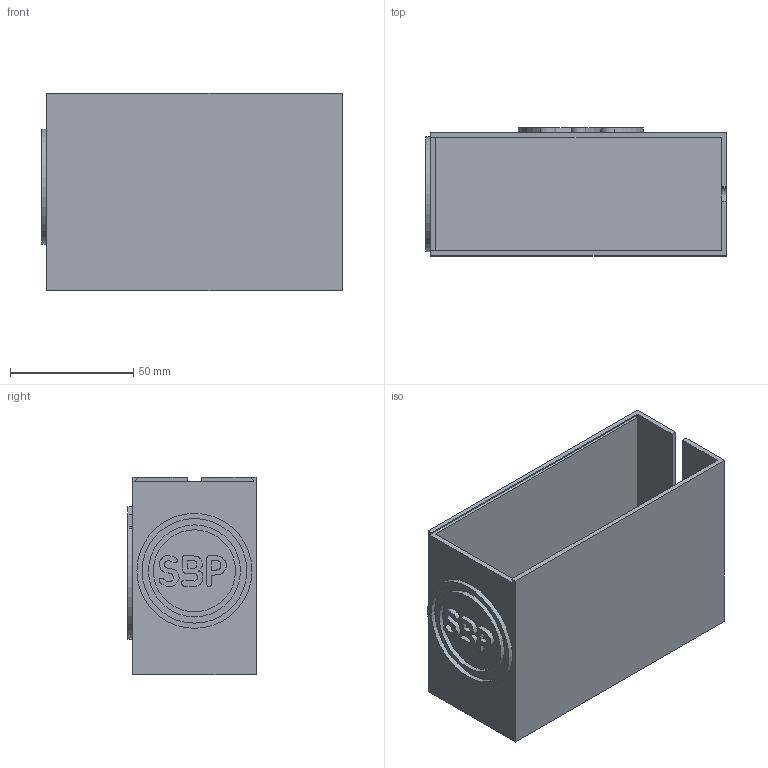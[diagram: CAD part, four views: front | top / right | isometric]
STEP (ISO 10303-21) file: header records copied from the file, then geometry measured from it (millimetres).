
FILE_DESCRIPTION(/* description */ (''),/* implementation_level */ '2;1');
FILE_NAME(/* name */ 'BOX v7.step',/* time_stamp */ '2024-11-20T12:15:29+03:00',/* author */ (''),/* organization */ (''),/* preprocessor_version */ 'ST-DEVELOPER v20',/* originating_system */ 'Autodesk Translation Framework v13.20.0.188',/* authorisation */ '');
FILE_SCHEMA (('AUTOMOTIVE_DESIGN { 1 0 10303 214 3 1 1 }'));
Length unit declared in the file: millimetre
Products named in the file (1): BOX
Bounding box: 122 x 52 x 80 mm (x, y, z)
Volume: 66355.8 mm3; surface area: 66246.1 mm2
Topology: 1 solids, 1 shells, 46 faces, 99 edges, 66 vertices
Faces by surface type: plane 30, cylinder 11, bspline 5
Full cylindrical faces by diameter (mm): 33.31 x1, 37.318 x1, 42.47 x1, 46.671 x1
Entity records: 3889 total; most frequent: CARTESIAN_POINT 2877, ORIENTED_EDGE 198, DIRECTION 195, EDGE_CURVE 99, LINE 67, VECTOR 67, VERTEX_POINT 66, AXIS2_PLACEMENT_3D 64
